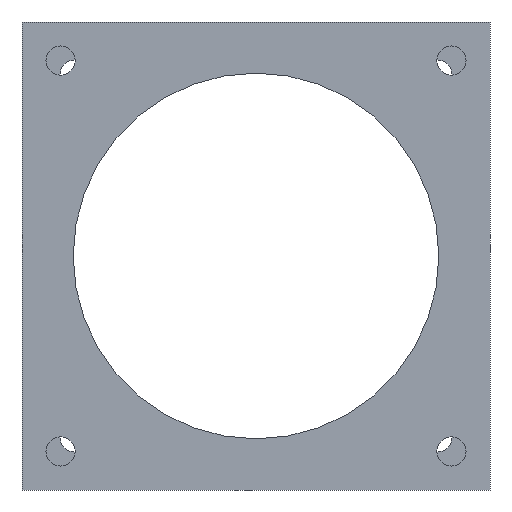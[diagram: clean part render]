
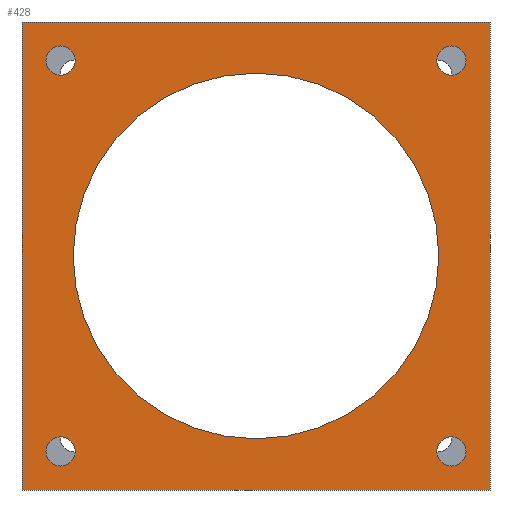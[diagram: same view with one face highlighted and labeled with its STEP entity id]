
A CAD part, front view. The second image highlights one B-rep face of the part: STEP entity #428.
In plain terms, the highlighted planar face has unit normal (0, -1, 0).
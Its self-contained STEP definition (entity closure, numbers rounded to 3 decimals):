
#30=FACE_BOUND('',#106,.T.);
#31=FACE_BOUND('',#107,.T.);
#32=FACE_BOUND('',#108,.T.);
#33=FACE_BOUND('',#109,.T.);
#34=FACE_BOUND('',#110,.T.);
#46=PLANE('',#493);
#68=FACE_OUTER_BOUND('',#105,.T.);
#105=EDGE_LOOP('',(#388,#389,#390,#391));
#106=EDGE_LOOP('',(#392));
#107=EDGE_LOOP('',(#393));
#108=EDGE_LOOP('',(#394));
#109=EDGE_LOOP('',(#395));
#110=EDGE_LOOP('',(#396));
#133=LINE('',#704,#167);
#137=LINE('',#712,#171);
#140=LINE('',#718,#174);
#143=LINE('',#723,#177);
#167=VECTOR('',#592,10.);
#171=VECTOR('',#598,10.);
#174=VECTOR('',#603,10.);
#177=VECTOR('',#608,10.);
#188=CIRCLE('',#466,2.);
#190=CIRCLE('',#469,2.);
#192=CIRCLE('',#472,2.);
#194=CIRCLE('',#475,2.);
#196=CIRCLE('',#478,25.);
#208=VERTEX_POINT('',#642);
#210=VERTEX_POINT('',#648);
#212=VERTEX_POINT('',#654);
#214=VERTEX_POINT('',#660);
#216=VERTEX_POINT('',#666);
#227=VERTEX_POINT('',#702);
#228=VERTEX_POINT('',#703);
#231=VERTEX_POINT('',#711);
#233=VERTEX_POINT('',#717);
#249=EDGE_CURVE('',#208,#208,#188,.T.);
#252=EDGE_CURVE('',#210,#210,#190,.T.);
#255=EDGE_CURVE('',#212,#212,#192,.T.);
#258=EDGE_CURVE('',#214,#214,#194,.T.);
#261=EDGE_CURVE('',#216,#216,#196,.T.);
#277=EDGE_CURVE('',#227,#228,#133,.T.);
#281=EDGE_CURVE('',#231,#227,#137,.T.);
#284=EDGE_CURVE('',#233,#231,#140,.T.);
#287=EDGE_CURVE('',#228,#233,#143,.T.);
#388=ORIENTED_EDGE('',*,*,#287,.F.);
#389=ORIENTED_EDGE('',*,*,#277,.F.);
#390=ORIENTED_EDGE('',*,*,#281,.F.);
#391=ORIENTED_EDGE('',*,*,#284,.F.);
#392=ORIENTED_EDGE('',*,*,#249,.T.);
#393=ORIENTED_EDGE('',*,*,#252,.T.);
#394=ORIENTED_EDGE('',*,*,#255,.T.);
#395=ORIENTED_EDGE('',*,*,#258,.T.);
#396=ORIENTED_EDGE('',*,*,#261,.T.);
#428=ADVANCED_FACE('',(#68,#30,#31,#32,#33,#34),#46,.F.);
#466=AXIS2_PLACEMENT_3D('',#644,#529,#530);
#469=AXIS2_PLACEMENT_3D('',#650,#536,#537);
#472=AXIS2_PLACEMENT_3D('',#656,#543,#544);
#475=AXIS2_PLACEMENT_3D('',#662,#550,#551);
#478=AXIS2_PLACEMENT_3D('',#668,#557,#558);
#493=AXIS2_PLACEMENT_3D('',#726,#612,#613);
#529=DIRECTION('center_axis',(0.,1.,0.));
#530=DIRECTION('ref_axis',(1.,0.,0.));
#536=DIRECTION('center_axis',(0.,1.,0.));
#537=DIRECTION('ref_axis',(1.,0.,0.));
#543=DIRECTION('center_axis',(0.,1.,0.));
#544=DIRECTION('ref_axis',(1.,0.,0.));
#550=DIRECTION('center_axis',(0.,1.,0.));
#551=DIRECTION('ref_axis',(1.,0.,0.));
#557=DIRECTION('center_axis',(0.,1.,0.));
#558=DIRECTION('ref_axis',(1.,0.,0.));
#592=DIRECTION('',(-1.,0.,0.));
#598=DIRECTION('',(0.,0.,-1.));
#603=DIRECTION('',(1.,0.,0.));
#608=DIRECTION('',(0.,0.,1.));
#612=DIRECTION('center_axis',(0.,1.,0.));
#613=DIRECTION('ref_axis',(0.,0.,1.));
#642=CARTESIAN_POINT('',(24.724,0.,-26.724));
#644=CARTESIAN_POINT('Origin',(26.724,0.,-26.724));
#648=CARTESIAN_POINT('',(-28.724,0.,26.724));
#650=CARTESIAN_POINT('Origin',(-26.724,0.,26.724));
#654=CARTESIAN_POINT('',(24.724,0.,26.724));
#656=CARTESIAN_POINT('Origin',(26.724,0.,26.724));
#660=CARTESIAN_POINT('',(-28.724,0.,-26.724));
#662=CARTESIAN_POINT('Origin',(-26.724,0.,-26.724));
#666=CARTESIAN_POINT('',(-25.,0.,0.));
#668=CARTESIAN_POINT('Origin',(0.,0.,0.));
#702=CARTESIAN_POINT('',(32.,0.,-32.));
#703=CARTESIAN_POINT('',(-32.,0.,-32.));
#704=CARTESIAN_POINT('',(32.,0.,-32.));
#711=CARTESIAN_POINT('',(32.,0.,32.));
#712=CARTESIAN_POINT('',(32.,0.,32.));
#717=CARTESIAN_POINT('',(-32.,0.,32.));
#718=CARTESIAN_POINT('',(-32.,0.,32.));
#723=CARTESIAN_POINT('',(-32.,0.,-32.));
#726=CARTESIAN_POINT('Origin',(0.,0.,0.));
